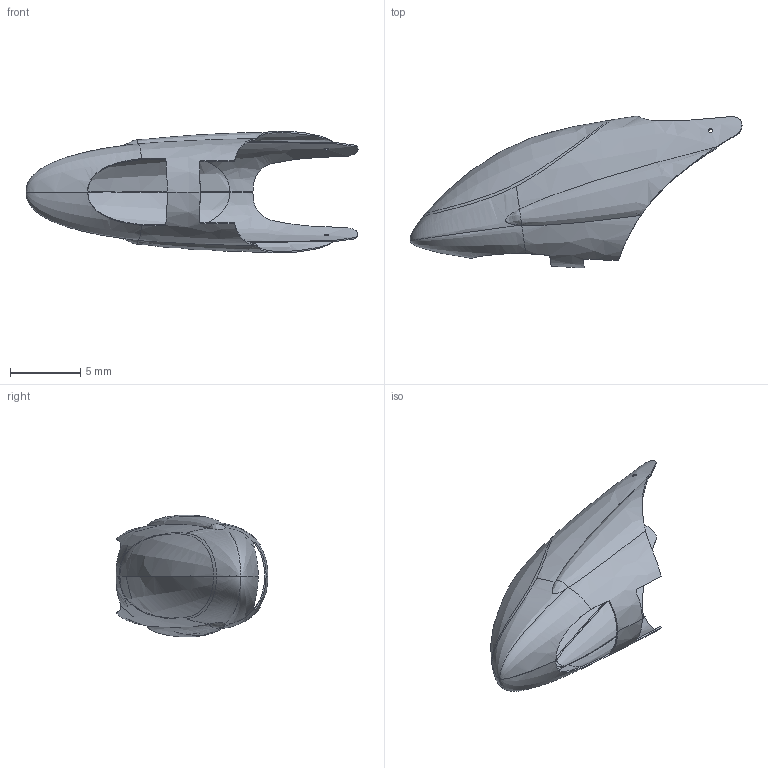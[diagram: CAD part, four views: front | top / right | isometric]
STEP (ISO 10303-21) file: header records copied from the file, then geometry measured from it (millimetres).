
FILE_DESCRIPTION(('CAx-IF Rec.Pracs.---Model Styling and Organization---1.2---2011-12-15','CAx-IF Rec.Pracs.---Geometric and Assembly Validation Properties---4.1---2014-06-16','CAx-IF Rec.Pracs.---PMI Polyline Presentation---2.0---2013-05-24'),'2;1');
FILE_NAME('HK-450 solid canopy w decal-scale2.stp','2017-10-16T01:51:24+08:00',('HyperWorksVersion-14.0.0.88'),(''),'STEP Interface 4.0 Sp3 by CT CoreTechnologie','3D_Kernel_IO4.0 Sp3 by CT CoreTechnologie','');
FILE_SCHEMA(('AUTOMOTIVE_DESIGN { 1 0 10303 214 1 1 1 1 }'));
Length unit declared in the file: millimetre
Products named in the file (1): HK-450 solid canopy w decal-scale2
Bounding box: 23.56 x 10.78 x 8.65 mm (x, y, z)
Volume: 39 mm3; surface area: 791.6 mm2
Topology: 2 solids, 2 shells, 72 faces, 188 edges, 108 vertices
Faces by surface type: bspline 72
Entity records: 30331 total; most frequent: CARTESIAN_POINT 27732, ORIENTED_EDGE 352, EDGE_CURVE 176, PROPERTY_DEFINITION 148, B_SPLINE_CURVE_WITH_KNOTS 111, VERTEX_POINT 108, DIRECTION 86, EDGE_LOOP 76
